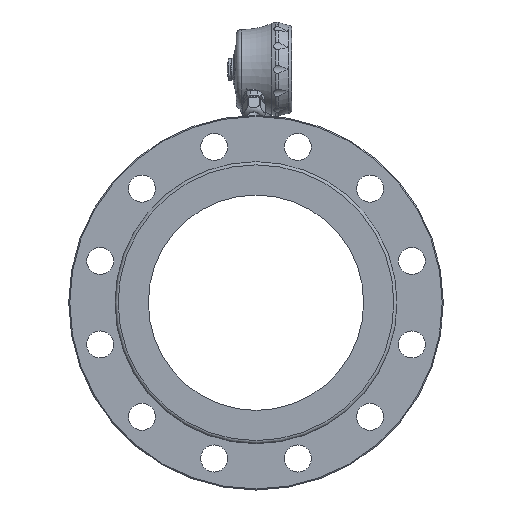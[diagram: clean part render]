
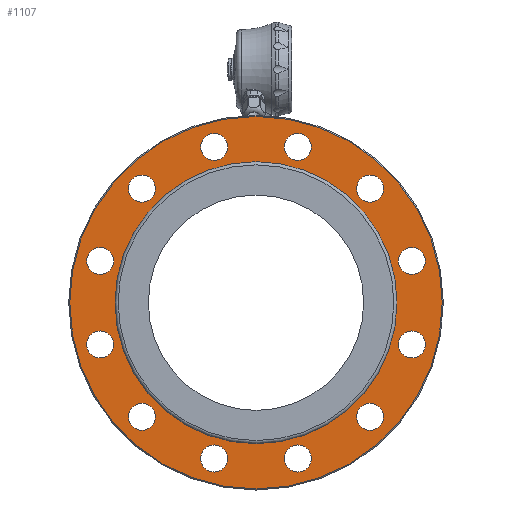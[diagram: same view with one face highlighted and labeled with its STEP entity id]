
A CAD part, front view. The second image highlights one B-rep face of the part: STEP entity #1107.
In plain terms, the highlighted planar face has unit normal (0, -1, 0).
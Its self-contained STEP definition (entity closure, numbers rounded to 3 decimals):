
#1107 = ADVANCED_FACE( '', ( #2528, #2529, #2530, #2531, #2532, #2533, #2534, #2535, #2536, #2537, #2538, #2539, #2540, #2541 ), #2542, .T. );
#2528 = FACE_OUTER_BOUND( '', #4659, .T. );
#2529 = FACE_BOUND( '', #4660, .T. );
#2530 = FACE_BOUND( '', #4661, .T. );
#2531 = FACE_BOUND( '', #4662, .T. );
#2532 = FACE_BOUND( '', #4663, .T. );
#2533 = FACE_BOUND( '', #4664, .T. );
#2534 = FACE_BOUND( '', #4665, .T. );
#2535 = FACE_BOUND( '', #4666, .T. );
#2536 = FACE_BOUND( '', #4667, .T. );
#2537 = FACE_BOUND( '', #4668, .T. );
#2538 = FACE_BOUND( '', #4669, .T. );
#2539 = FACE_BOUND( '', #4670, .T. );
#2540 = FACE_BOUND( '', #4671, .T. );
#2541 = FACE_BOUND( '', #4672, .T. );
#2542 = PLANE( '', #4673 );
#4659 = EDGE_LOOP( '', ( #8368 ) );
#4660 = EDGE_LOOP( '', ( #8369 ) );
#4661 = EDGE_LOOP( '', ( #8370 ) );
#4662 = EDGE_LOOP( '', ( #8371 ) );
#4663 = EDGE_LOOP( '', ( #8372 ) );
#4664 = EDGE_LOOP( '', ( #8373 ) );
#4665 = EDGE_LOOP( '', ( #8374 ) );
#4666 = EDGE_LOOP( '', ( #8375 ) );
#4667 = EDGE_LOOP( '', ( #8376 ) );
#4668 = EDGE_LOOP( '', ( #8377 ) );
#4669 = EDGE_LOOP( '', ( #8378 ) );
#4670 = EDGE_LOOP( '', ( #8379 ) );
#4671 = EDGE_LOOP( '', ( #8380 ) );
#4672 = EDGE_LOOP( '', ( #8381 ) );
#4673 = AXIS2_PLACEMENT_3D( '', #8382, #8383, #8384 );
#8368 = ORIENTED_EDGE( '', *, *, #11732, .T. );
#8369 = ORIENTED_EDGE( '', *, *, #11733, .F. );
#8370 = ORIENTED_EDGE( '', *, *, #11734, .F. );
#8371 = ORIENTED_EDGE( '', *, *, #11735, .F. );
#8372 = ORIENTED_EDGE( '', *, *, #11417, .F. );
#8373 = ORIENTED_EDGE( '', *, *, #11695, .F. );
#8374 = ORIENTED_EDGE( '', *, *, #11713, .F. );
#8375 = ORIENTED_EDGE( '', *, *, #10518, .F. );
#8376 = ORIENTED_EDGE( '', *, *, #11585, .F. );
#8377 = ORIENTED_EDGE( '', *, *, #11270, .F. );
#8378 = ORIENTED_EDGE( '', *, *, #11491, .F. );
#8379 = ORIENTED_EDGE( '', *, *, #11736, .F. );
#8380 = ORIENTED_EDGE( '', *, *, #11572, .F. );
#8381 = ORIENTED_EDGE( '', *, *, #11737, .F. );
#8382 = CARTESIAN_POINT( '', ( 0., -170., 135.5 ) );
#8383 = DIRECTION( '', ( 0., -1., 0. ) );
#8384 = DIRECTION( '', ( 0., 0., 1. ) );
#10518 = EDGE_CURVE( '', #12351, #12351, #12352, .T. );
#11270 = EDGE_CURVE( '', #13619, #13619, #13620, .T. );
#11417 = EDGE_CURVE( '', #13837, #13837, #13838, .T. );
#11491 = EDGE_CURVE( '', #13942, #13942, #13943, .T. );
#11572 = EDGE_CURVE( '', #14065, #14065, #14066, .T. );
#11585 = EDGE_CURVE( '', #14081, #14081, #14082, .T. );
#11695 = EDGE_CURVE( '', #14226, #14226, #14227, .T. );
#11713 = EDGE_CURVE( '', #14252, #14252, #14253, .T. );
#11732 = EDGE_CURVE( '', #14279, #14279, #14280, .T. );
#11733 = EDGE_CURVE( '', #14281, #14281, #14282, .T. );
#11734 = EDGE_CURVE( '', #14283, #14283, #14284, .T. );
#11735 = EDGE_CURVE( '', #14285, #14285, #14286, .T. );
#11736 = EDGE_CURVE( '', #14287, #14287, #14288, .T. );
#11737 = EDGE_CURVE( '', #14289, #14289, #14290, .T. );
#12351 = VERTEX_POINT( '', #15125 );
#12352 = CIRCLE( '', #15126, 13. );
#13619 = VERTEX_POINT( '', #18754 );
#13620 = CIRCLE( '', #18755, 13. );
#13837 = VERTEX_POINT( '', #19360 );
#13838 = CIRCLE( '', #19361, 13. );
#13942 = VERTEX_POINT( '', #19565 );
#13943 = CIRCLE( '', #19566, 13. );
#14065 = VERTEX_POINT( '', #19762 );
#14066 = CIRCLE( '', #19763, 13. );
#14081 = VERTEX_POINT( '', #19783 );
#14082 = CIRCLE( '', #19784, 13. );
#14226 = VERTEX_POINT( '', #20088 );
#14227 = CIRCLE( '', #20089, 13. );
#14252 = VERTEX_POINT( '', #20137 );
#14253 = CIRCLE( '', #20138, 13. );
#14279 = VERTEX_POINT( '', #20302 );
#14280 = CIRCLE( '', #20303, 179. );
#14281 = VERTEX_POINT( '', #20304 );
#14282 = CIRCLE( '', #20305, 13. );
#14283 = VERTEX_POINT( '', #20306 );
#14284 = CIRCLE( '', #20307, 13. );
#14285 = VERTEX_POINT( '', #20308 );
#14286 = CIRCLE( '', #20309, 13. );
#14287 = VERTEX_POINT( '', #20310 );
#14288 = CIRCLE( '', #20311, 13. );
#14289 = VERTEX_POINT( '', #20312 );
#14290 = CIRCLE( '', #20313, 135.5 );
#15125 = CARTESIAN_POINT( '', ( -98.343, -170., -116.102 ) );
#15126 = AXIS2_PLACEMENT_3D( '', #21817, #21818, #21819 );
#18754 = CARTESIAN_POINT( '', ( -149.719, -170., 27.117 ) );
#18755 = AXIS2_PLACEMENT_3D( '', #22722, #22723, #22724 );
#19360 = CARTESIAN_POINT( '', ( 116.102, -170., -98.343 ) );
#19361 = AXIS2_PLACEMENT_3D( '', #22880, #22881, #22882 );
#19565 = CARTESIAN_POINT( '', ( -116.102, -170., 98.343 ) );
#19566 = AXIS2_PLACEMENT_3D( '', #22948, #22949, #22950 );
#19762 = CARTESIAN_POINT( '', ( 27.117, -170., 149.719 ) );
#19763 = AXIS2_PLACEMENT_3D( '', #23047, #23048, #23049 );
#19783 = CARTESIAN_POINT( '', ( -143.219, -170., -51.375 ) );
#19784 = AXIS2_PLACEMENT_3D( '', #23061, #23062, #23063 );
#20088 = CARTESIAN_POINT( '', ( 51.375, -170., -143.219 ) );
#20089 = AXIS2_PLACEMENT_3D( '', #23176, #23177, #23178 );
#20137 = CARTESIAN_POINT( '', ( -27.117, -170., -149.719 ) );
#20138 = AXIS2_PLACEMENT_3D( '', #23200, #23201, #23202 );
#20302 = CARTESIAN_POINT( '', ( 0., -170., 179. ) );
#20303 = AXIS2_PLACEMENT_3D( '', #23210, #23211, #23212 );
#20304 = CARTESIAN_POINT( '', ( 98.343, -170., 116.102 ) );
#20305 = AXIS2_PLACEMENT_3D( '', #23213, #23214, #23215 );
#20306 = CARTESIAN_POINT( '', ( 143.219, -170., 51.375 ) );
#20307 = AXIS2_PLACEMENT_3D( '', #23216, #23217, #23218 );
#20308 = CARTESIAN_POINT( '', ( 149.719, -170., -27.117 ) );
#20309 = AXIS2_PLACEMENT_3D( '', #23219, #23220, #23221 );
#20310 = CARTESIAN_POINT( '', ( -51.375, -170., 143.219 ) );
#20311 = AXIS2_PLACEMENT_3D( '', #23222, #23223, #23224 );
#20312 = CARTESIAN_POINT( '', ( 0., -170., 135.5 ) );
#20313 = AXIS2_PLACEMENT_3D( '', #23225, #23226, #23227 );
#21817 = CARTESIAN_POINT( '', ( -109.602, -170., -109.602 ) );
#21818 = DIRECTION( '', ( 0., -1., 0. ) );
#21819 = DIRECTION( '', ( 0.866, 0., -0.5 ) );
#22722 = CARTESIAN_POINT( '', ( -149.719, -170., 40.117 ) );
#22723 = DIRECTION( '', ( 0., -1., 0. ) );
#22724 = DIRECTION( '', ( 0., 0., -1. ) );
#22880 = CARTESIAN_POINT( '', ( 109.602, -170., -109.602 ) );
#22881 = DIRECTION( '', ( 0., -1., 0. ) );
#22882 = DIRECTION( '', ( 0.5, 0., 0.866 ) );
#22948 = CARTESIAN_POINT( '', ( -109.602, -170., 109.602 ) );
#22949 = DIRECTION( '', ( 0., -1., 0. ) );
#22950 = DIRECTION( '', ( -0.5, 0., -0.866 ) );
#23047 = CARTESIAN_POINT( '', ( 40.117, -170., 149.719 ) );
#23048 = DIRECTION( '', ( 0., -1., 0. ) );
#23049 = DIRECTION( '', ( -1., 0., 0. ) );
#23061 = CARTESIAN_POINT( '', ( -149.719, -170., -40.117 ) );
#23062 = DIRECTION( '', ( 0., -1., 0. ) );
#23063 = DIRECTION( '', ( 0.5, 0., -0.866 ) );
#23176 = CARTESIAN_POINT( '', ( 40.117, -170., -149.719 ) );
#23177 = DIRECTION( '', ( 0., -1., 0. ) );
#23178 = DIRECTION( '', ( 0.866, 0., 0.5 ) );
#23200 = CARTESIAN_POINT( '', ( -40.117, -170., -149.719 ) );
#23201 = DIRECTION( '', ( 0., -1., 0. ) );
#23202 = DIRECTION( '', ( 1., 0., 0. ) );
#23210 = CARTESIAN_POINT( '', ( 0., -170., 0. ) );
#23211 = DIRECTION( '', ( 0., -1., 0. ) );
#23212 = DIRECTION( '', ( 0., 0., 1. ) );
#23213 = CARTESIAN_POINT( '', ( 109.602, -170., 109.602 ) );
#23214 = DIRECTION( '', ( 0., -1., 0. ) );
#23215 = DIRECTION( '', ( -0.866, 0., 0.5 ) );
#23216 = CARTESIAN_POINT( '', ( 149.719, -170., 40.117 ) );
#23217 = DIRECTION( '', ( 0., -1., 0. ) );
#23218 = DIRECTION( '', ( -0.5, 0., 0.866 ) );
#23219 = CARTESIAN_POINT( '', ( 149.719, -170., -40.117 ) );
#23220 = DIRECTION( '', ( 0., -1., 0. ) );
#23221 = DIRECTION( '', ( 0., 0., 1. ) );
#23222 = CARTESIAN_POINT( '', ( -40.117, -170., 149.719 ) );
#23223 = DIRECTION( '', ( 0., -1., 0. ) );
#23224 = DIRECTION( '', ( -0.866, 0., -0.5 ) );
#23225 = CARTESIAN_POINT( '', ( 0., -170., 0. ) );
#23226 = DIRECTION( '', ( 0., -1., 0. ) );
#23227 = DIRECTION( '', ( 0., 0., 1. ) );
